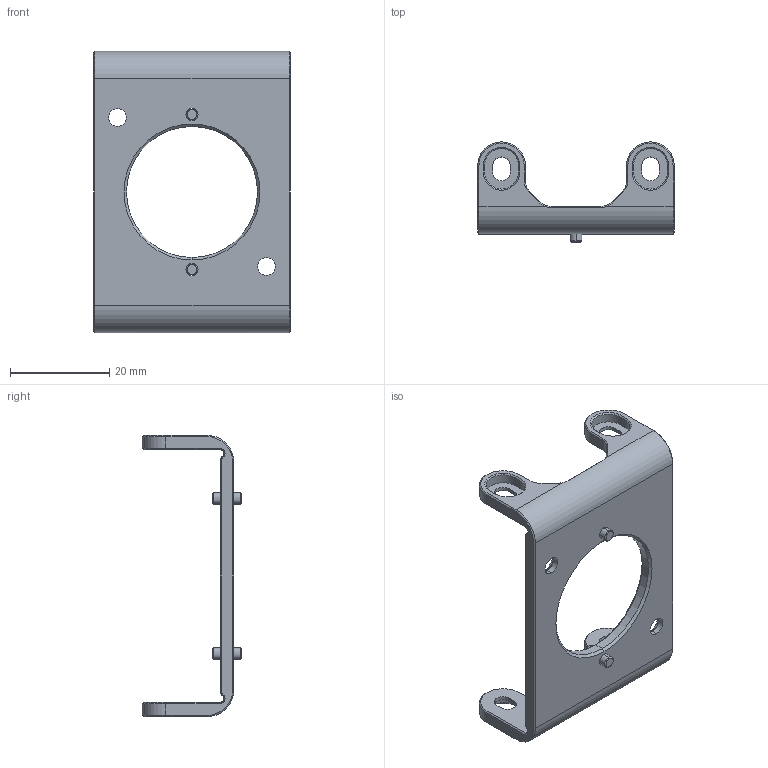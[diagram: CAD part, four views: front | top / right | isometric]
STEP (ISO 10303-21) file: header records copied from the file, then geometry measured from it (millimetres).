
FILE_DESCRIPTION (( 'STEP AP214' ), '1' );
FILE_NAME ('2.2.7.5_L30F-BL_30 mm餵宒蕾源蟀諉璃.STEP', '2021-07-24T06:57:58', ( 'Microsoft' ), ( 'Microsoft' ), 'SwSTEP 2.0', 'SolidWorks 2018', '' );
FILE_SCHEMA (( 'AUTOMOTIVE_DESIGN' ));
Length unit declared in the file: millimetre
Products named in the file (1): 2.2.7.5_L30F-BL_30 mm餵宒蕾源蟀諉璃
Bounding box: 39.6 x 20.12 x 56.7 mm (x, y, z)
Surface area: 5768 mm2 (no closed solid volume)
Topology: 0 solids, 3 shells, 198 faces, 462 edges, 276 vertices
Faces by surface type: plane 86, cone 60, cylinder 48, bspline 4
Entity records: 7999 total; most frequent: CARTESIAN_POINT 1195, DIRECTION 1000, ORIENTED_EDGE 916, EDGE_CURVE 462, AXIS2_PLACEMENT_3D 359, LINE 282, VECTOR 282, VERTEX_POINT 276
